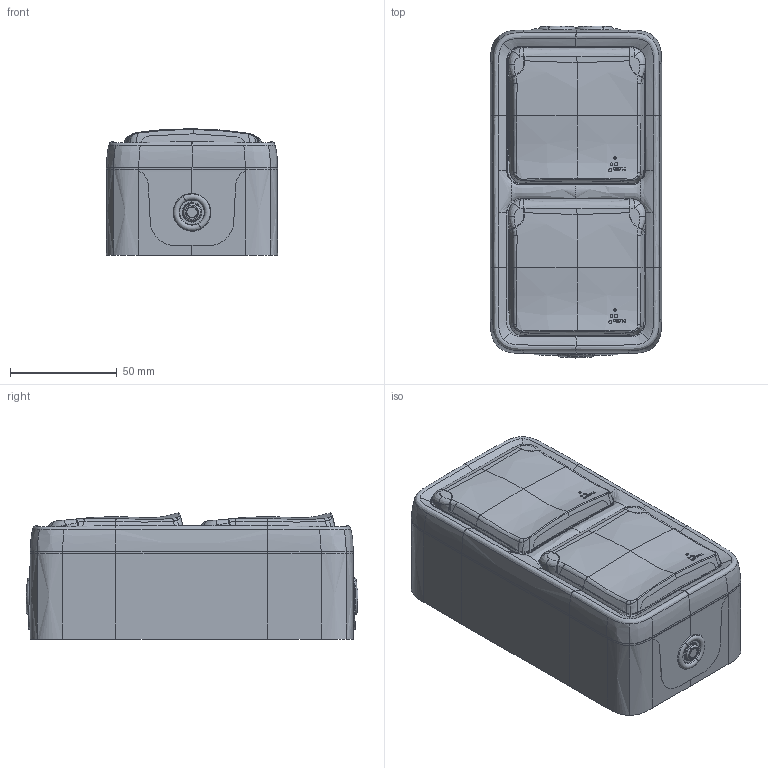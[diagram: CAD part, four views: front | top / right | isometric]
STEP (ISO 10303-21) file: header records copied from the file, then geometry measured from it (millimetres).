
FILE_DESCRIPTION(('CATIA V5 STEP Exchange','CAx-IF Rec.Pracs.--- Model Styling and Organization---1.5--- 2016-08-15','CAx-IF Rec.Pracs.---Supplemental Geometry---1.0---2011-11-01','CAx-IF Rec.Pracs.--- Composite Materials ---1.1---2010-07-15'),'2;1');
FILE_NAME('069744 _AllCATPart.stp','2021-09-21T15:19:01+00:00',('none'),('none'),'CATIA Version 5-6 Release 2020 SP3','CATIA V5 STEP AP214 v2','none');
FILE_SCHEMA(('AUTOMOTIVE_DESIGN { 1 0 10303 214 1 1 1 1 }'));
Products named in the file (1): 069744 _AllCATPart
Bounding box: 80.07 x 155.2 x 59.01 mm (x, y, z)
Surface area: 98483.3 mm2 (no closed solid volume)
Topology: 0 solids, 22 shells, 484 faces, 1566 edges, 1088 vertices
Faces by surface type: bspline 352, plane 48, cone 40, extrusion 28, torus 12, cylinder 4
Entity records: 72653 total; most frequent: CARTESIAN_POINT 62846, ORIENTED_EDGE 2609, EDGE_CURVE 1538, B_SPLINE_CURVE_WITH_KNOTS 1289, VERTEX_POINT 1085, EDGE_LOOP 514, DIRECTION 513, ADVANCED_FACE 484
